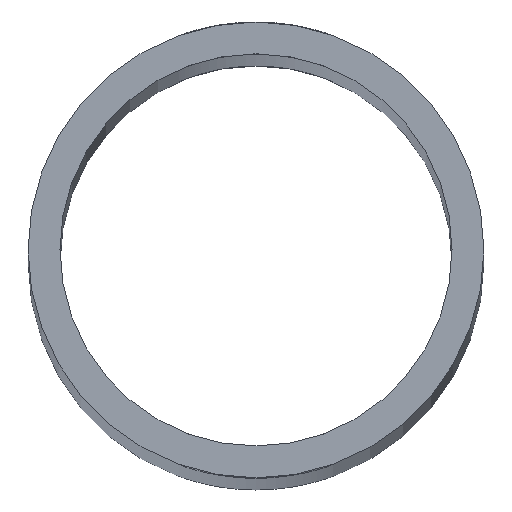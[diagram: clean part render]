
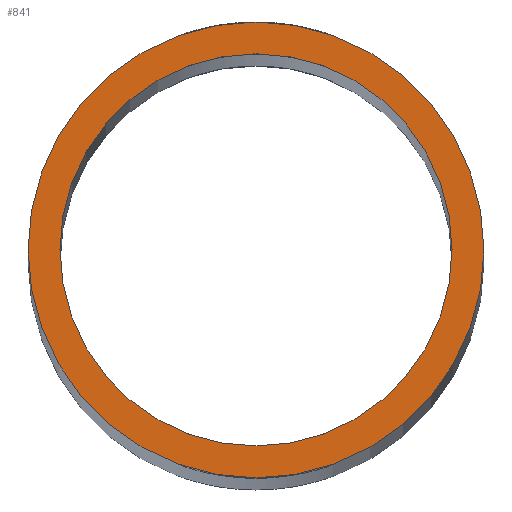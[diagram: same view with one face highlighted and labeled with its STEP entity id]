
A CAD part, top view. The second image highlights one B-rep face of the part: STEP entity #841.
In plain terms, the highlighted planar face has unit normal (0, 0, 1).
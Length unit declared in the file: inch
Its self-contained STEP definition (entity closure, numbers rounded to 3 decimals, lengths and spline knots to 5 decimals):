
#20 = CIRCLE ( 'NONE', #801, 0.25 ) ;
#35 = CIRCLE ( 'NONE', #802, 0.215 ) ;
#92 = ORIENTED_EDGE ( 'NONE', *, *, #760, .T. ) ;
#103 = ORIENTED_EDGE ( 'NONE', *, *, #765, .F. ) ;
#104 = CIRCLE ( 'NONE', #795, 0.25 ) ;
#106 = CIRCLE ( 'NONE', #797, 0.215 ) ;
#114 = ORIENTED_EDGE ( 'NONE', *, *, #775, .T. ) ;
#122 = FACE_OUTER_BOUND ( 'NONE', #141, .T. ) ;
#127 = FACE_BOUND ( 'NONE', #166, .T. ) ;
#141 = EDGE_LOOP ( 'NONE', ( #92, #114 ) ) ;
#147 = ORIENTED_EDGE ( 'NONE', *, *, #826, .F. ) ;
#157 = VERTEX_POINT ( 'NONE', #569 ) ;
#166 = EDGE_LOOP ( 'NONE', ( #147, #103 ) ) ;
#184 = VERTEX_POINT ( 'NONE', #611 ) ;
#189 = VERTEX_POINT ( 'NONE', #624 ) ;
#196 = VERTEX_POINT ( 'NONE', #559 ) ;
#415 = DIRECTION ( 'NONE',  ( 1., 0., 0. ) ) ;
#418 = DIRECTION ( 'NONE',  ( 0., 0., 1. ) ) ;
#425 = CARTESIAN_POINT ( 'NONE',  ( 0., 0., 7.625 ) ) ;
#559 = CARTESIAN_POINT ( 'NONE',  ( -0.25, 0., 7.625 ) ) ;
#569 = CARTESIAN_POINT ( 'NONE',  ( 0.25, 0., 7.625 ) ) ;
#580 = CARTESIAN_POINT ( 'NONE',  ( 0., 0., 7.625 ) ) ;
#585 = DIRECTION ( 'NONE',  ( 1., 0., 0. ) ) ;
#611 = CARTESIAN_POINT ( 'NONE',  ( 0.215, 0., 7.625 ) ) ;
#624 = CARTESIAN_POINT ( 'NONE',  ( -0.215, 0., 7.625 ) ) ;
#630 = DIRECTION ( 'NONE',  ( 0., 0., 1. ) ) ;
#683 = CARTESIAN_POINT ( 'NONE',  ( 0., 0., 7.625 ) ) ;
#692 = DIRECTION ( 'NONE',  ( 0., 0., 1. ) ) ;
#697 = DIRECTION ( 'NONE',  ( 1., 0., 0. ) ) ;
#760 = EDGE_CURVE ( 'NONE', #196, #157, #104, .T. ) ;
#765 = EDGE_CURVE ( 'NONE', #184, #189, #106, .T. ) ;
#775 = EDGE_CURVE ( 'NONE', #157, #196, #20, .T. ) ;
#795 = AXIS2_PLACEMENT_3D ( 'NONE', #683, #692, #585 ) ;
#797 = AXIS2_PLACEMENT_3D ( 'NONE', #580, #630, #697 ) ;
#801 = AXIS2_PLACEMENT_3D ( 'NONE', #425, #418, #415 ) ;
#802 = AXIS2_PLACEMENT_3D ( 'NONE', #913, #914, #915 ) ;
#815 = AXIS2_PLACEMENT_3D ( 'NONE', #936, #941, #861 ) ;
#826 = EDGE_CURVE ( 'NONE', #189, #184, #35, .T. ) ;
#841 = ADVANCED_FACE ( 'NONE', ( #122, #127 ), #867, .T. ) ;
#861 = DIRECTION ( 'NONE',  ( 1., 0., 0. ) ) ;
#867 = PLANE ( 'NONE',  #815 ) ;
#913 = CARTESIAN_POINT ( 'NONE',  ( 0., 0., 7.625 ) ) ;
#914 = DIRECTION ( 'NONE',  ( 0., 0., 1. ) ) ;
#915 = DIRECTION ( 'NONE',  ( 1., 0., 0. ) ) ;
#936 = CARTESIAN_POINT ( 'NONE',  ( 0., 0., 7.625 ) ) ;
#941 = DIRECTION ( 'NONE',  ( 0., 0., 1. ) ) ;
